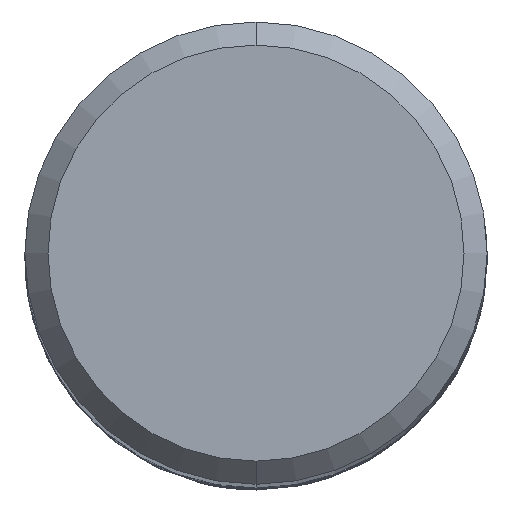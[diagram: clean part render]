
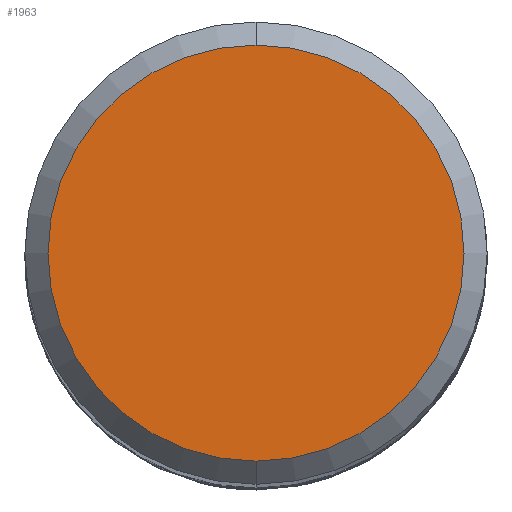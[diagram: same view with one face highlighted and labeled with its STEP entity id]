
A CAD part, top view. The second image highlights one B-rep face of the part: STEP entity #1963.
In plain terms, the highlighted planar face has unit normal (0, 0, 1).
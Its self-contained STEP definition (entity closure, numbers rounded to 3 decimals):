
#949=EDGE_CURVE('',#967,#1689,#2349,.T.);
#967=VERTEX_POINT('',#2369);
#1689=VERTEX_POINT('',#3154);
#1745=EDGE_CURVE('',#1689,#967,#3217,.T.);
#1963=ADVANCED_FACE('',(#3457),#3458,.T.);
#2349=CIRCLE('',#6451,4.5);
#2369=CARTESIAN_POINT('',(0.,-4.5,0.0));
#3154=CARTESIAN_POINT('',(0.0,4.5,0.0));
#3217=CIRCLE('',#17271,4.5);
#3457=FACE_OUTER_BOUND('',#20001,.T.);
#3458=PLANE('',#20002);
#6451=AXIS2_PLACEMENT_3D('',#21098,#21099,#21100);
#17271=AXIS2_PLACEMENT_3D('',#21943,#21944,#21945);
#20001=EDGE_LOOP('',(#22169,#22170));
#20002=AXIS2_PLACEMENT_3D('',#22171,#22172,#22173);
#21098=CARTESIAN_POINT('',(0.0,0.0,0.0));
#21099=DIRECTION('',(0.0,0.0,-1.0));
#21100=DIRECTION('',(0.0,1.0,0.0));
#21943=CARTESIAN_POINT('',(0.0,0.0,0.0));
#21944=DIRECTION('',(0.0,0.0,-1.0));
#21945=DIRECTION('',(0.0,1.0,0.0));
#22169=ORIENTED_EDGE('',*,*,#1745,.F.);
#22170=ORIENTED_EDGE('',*,*,#949,.F.);
#22171=CARTESIAN_POINT('',(0.0,2.25,0.0));
#22172=DIRECTION('',(-0.0,0.0,1.0));
#22173=DIRECTION('',(0.0,-1.0,0.0));
